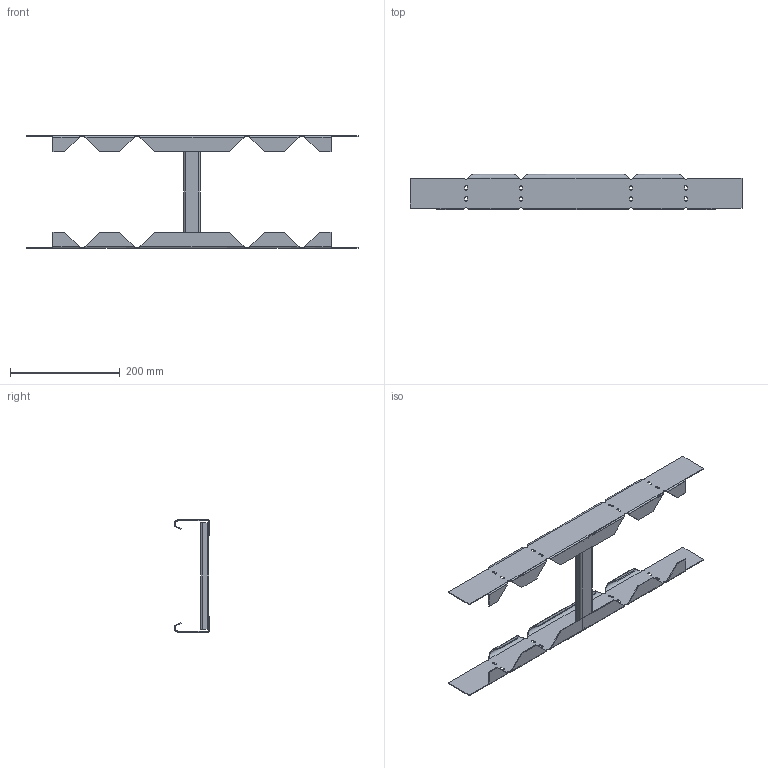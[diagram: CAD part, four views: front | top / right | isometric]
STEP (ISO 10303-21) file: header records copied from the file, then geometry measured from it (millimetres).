
FILE_DESCRIPTION (( 'STEP AP214' ), '1' );
FILE_NAME ('6225730.stp', '2016-09-19T11:04:42', ( '' ), ( '' ), 'SwSTEP 2.0', 'SolidWorks 2014', '' );
FILE_SCHEMA (( 'AUTOMOTIVE_DESIGN' ));
Length unit declared in the file: millimetre
Products named in the file (3): 082700_Gerade; 088080_L193; 6225730
Assembly tree (3 placements, depth 2):
  6225730
    088080_L193
    082700_Gerade  x2
Bounding box: 604 x 64 x 204.2 mm (x, y, z)
Volume: 170975.5 mm3; surface area: 233918.1 mm2
Topology: 3 solids, 3 shells, 290 faces, 732 edges, 448 vertices
Faces by surface type: plane 174, cylinder 88, bspline 28
Entity records: 7586 total; most frequent: CARTESIAN_POINT 2032, ORIENTED_EDGE 792, DIRECTION 732, EDGE_CURVE 396, LINE 300, VECTOR 300, VERTEX_POINT 244, AXIS2_PLACEMENT_3D 216
